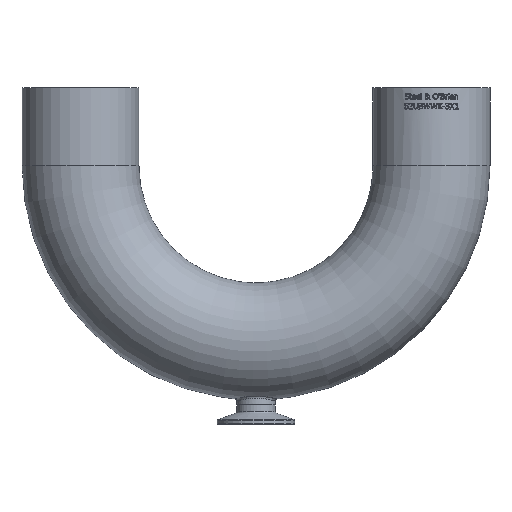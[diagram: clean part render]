
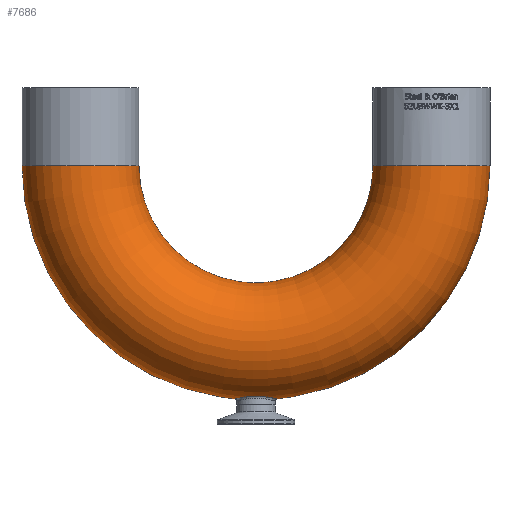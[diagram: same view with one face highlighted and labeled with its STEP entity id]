
A CAD part, top view. The second image highlights one B-rep face of the part: STEP entity #7686.
In plain terms, the highlighted toroidal (fillet/blend) face has major radius 114.3 mm and minor radius 38.1 mm.
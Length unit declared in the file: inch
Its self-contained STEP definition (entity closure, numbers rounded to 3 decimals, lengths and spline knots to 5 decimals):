
#26=TOROIDAL_SURFACE('',#8192,4.5,1.5);
#165=FACE_BOUND('',#1462,.T.);
#166=FACE_BOUND('',#1463,.T.);
#966=FACE_OUTER_BOUND('',#1461,.T.);
#1461=EDGE_LOOP('',(#7164));
#1462=EDGE_LOOP('',(#7165));
#1463=EDGE_LOOP('',(#7166));
#1841=B_SPLINE_CURVE_WITH_KNOTS('',3,(#16791,#16792,#16793,#16794,#16795,
#16796,#16797,#16798,#16799,#16800,#16801,#16802,#16803,#16804,#16805,#16806,
#16807,#16808,#16809,#16810,#16811,#16812,#16813,#16814,#16815,#16816,#16817),
 .UNSPECIFIED.,.T.,.F.,(4,1,1,1,1,1,1,1,1,1,1,1,1,1,1,1,1,1,1,1,1,1,1,1,
4),(-6.02998,-5.74284,-5.45571,-4.88143,
-4.30716,-4.23538,-4.16359,-4.02002,
-3.73289,-3.35004,-2.96719,-2.58434,
-2.20149,-1.81864,-1.43579,-0.86152,
-0.57438,-0.28725,-0.00011,0.28703,
0.43059,0.8613,1.43557,1.72271,2.00984),
 .UNSPECIFIED.);
#2006=CIRCLE('',#8132,1.5);
#2032=CIRCLE('',#8188,1.5);
#3747=VERTEX_POINT('',#16615);
#3750=VERTEX_POINT('',#16761);
#3775=VERTEX_POINT('',#16929);
#4876=EDGE_CURVE('',#3747,#3747,#2006,.T.);
#4881=EDGE_CURVE('',#3750,#3750,#1841,.T.);
#4905=EDGE_CURVE('',#3775,#3775,#2032,.T.);
#7164=ORIENTED_EDGE('',*,*,#4876,.F.);
#7165=ORIENTED_EDGE('',*,*,#4881,.F.);
#7166=ORIENTED_EDGE('',*,*,#4905,.F.);
#7686=ADVANCED_FACE('',(#966,#165,#166),#26,.T.);
#8132=AXIS2_PLACEMENT_3D('',#16616,#9569,#9570);
#8188=AXIS2_PLACEMENT_3D('',#16930,#9681,#9682);
#8192=AXIS2_PLACEMENT_3D('',#16935,#9689,#9690);
#9569=DIRECTION('center_axis',(0.,1.,0.));
#9570=DIRECTION('ref_axis',(-1.,0.,0.));
#9681=DIRECTION('center_axis',(0.,1.,0.));
#9682=DIRECTION('ref_axis',(1.,0.,0.));
#9689=DIRECTION('center_axis',(0.,0.,
1.));
#9690=DIRECTION('ref_axis',(-1.,0.,0.));
#16615=CARTESIAN_POINT('',(4.5,5.3033,-1.5));
#16616=CARTESIAN_POINT('Origin',(4.5,5.3033,0.));
#16761=CARTESIAN_POINT('',(0.,-0.59613,-0.54));
#16791=CARTESIAN_POINT('Ctrl Pts',(0.,-0.59612,
-0.54));
#16792=CARTESIAN_POINT('Ctrl Pts',(0.04186,-0.59612,
-0.54001));
#16793=CARTESIAN_POINT('Ctrl Pts',(0.12558,-0.59883,
-0.53078));
#16794=CARTESIAN_POINT('Ctrl Pts',(0.28395,-0.61366,
-0.47685));
#16795=CARTESIAN_POINT('Ctrl Pts',(0.4497,-0.6438,
-0.34851));
#16796=CARTESIAN_POINT('Ctrl Pts',(0.52866,-0.66376,
-0.1904));
#16797=CARTESIAN_POINT('Ctrl Pts',(0.54905,-0.66884,
-0.0909));
#16798=CARTESIAN_POINT('Ctrl Pts',(0.55493,-0.67036,
-0.05074));
#16799=CARTESIAN_POINT('Ctrl Pts',(0.55906,-0.67142,0.02029));
#16800=CARTESIAN_POINT('Ctrl Pts',(0.54567,-0.66796,
0.13531));
#16801=CARTESIAN_POINT('Ctrl Pts',(0.48899,-0.65381,
0.27472));
#16802=CARTESIAN_POINT('Ctrl Pts',(0.38441,-0.63139,
0.40171));
#16803=CARTESIAN_POINT('Ctrl Pts',(0.24602,-0.60937,
0.49346));
#16804=CARTESIAN_POINT('Ctrl Pts',(0.08477,-0.59556,
0.54203));
#16805=CARTESIAN_POINT('Ctrl Pts',(-0.08476,-0.59556,
0.54199));
#16806=CARTESIAN_POINT('Ctrl Pts',(-0.27293,-0.61167,
0.48542));
#16807=CARTESIAN_POINT('Ctrl Pts',(-0.41653,-0.63774,
0.37415));
#16808=CARTESIAN_POINT('Ctrl Pts',(-0.50547,-0.65794,
0.23693));
#16809=CARTESIAN_POINT('Ctrl Pts',(-0.54724,-0.66835,
0.12178));
#16810=CARTESIAN_POINT('Ctrl Pts',(-0.56144,-0.67206,
-0.00002));
#16811=CARTESIAN_POINT('Ctrl Pts',(-0.54959,-0.66895,
-0.10146));
#16812=CARTESIAN_POINT('Ctrl Pts',(-0.51475,-0.66026,
-0.21834));
#16813=CARTESIAN_POINT('Ctrl Pts',(-0.4331,-0.64076,
-0.36132));
#16814=CARTESIAN_POINT('Ctrl Pts',(-0.28396,-0.61368,
-0.47686));
#16815=CARTESIAN_POINT('Ctrl Pts',(-0.12557,-0.59883,
-0.53078));
#16816=CARTESIAN_POINT('Ctrl Pts',(-0.04186,-0.59612,-0.54));
#16817=CARTESIAN_POINT('Ctrl Pts',(0.,-0.59612,
-0.54));
#16929=CARTESIAN_POINT('',(-4.5,5.3033,-1.5));
#16930=CARTESIAN_POINT('Origin',(-4.5,5.3033,0.));
#16935=CARTESIAN_POINT('Origin',(0.,5.3033,
0.));
